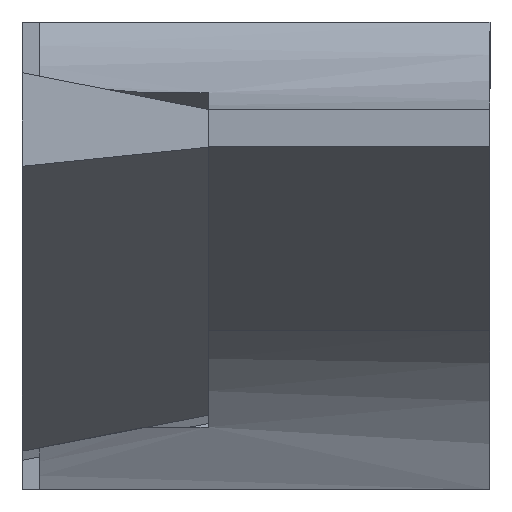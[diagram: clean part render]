
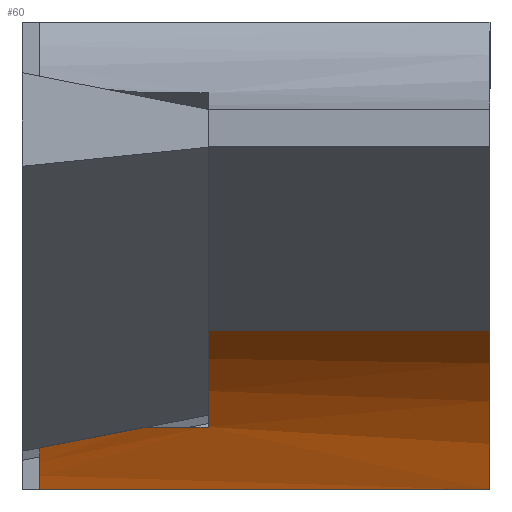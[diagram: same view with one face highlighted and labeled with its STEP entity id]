
A CAD part, left-side view. The second image highlights one B-rep face of the part: STEP entity #60.
In plain terms, the highlighted cylindrical face has radius 6 mm (diameter 12 mm), a partial arc.
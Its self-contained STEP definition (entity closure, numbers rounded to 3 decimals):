
#60 = ADVANCED_FACE ( 'NONE', ( #2524 ), #435, .F. ) ;
#128 = DIRECTION ( 'NONE',  ( 0., -1., 0. ) ) ;
#238 = VERTEX_POINT ( 'NONE', #1084 ) ;
#338 = EDGE_CURVE ( 'NONE', #991, #2406, #1559, .T. ) ;
#358 = EDGE_CURVE ( 'NONE', #2163, #831, #2079, .T. ) ;
#435 = CYLINDRICAL_SURFACE ( 'NONE', #1545, 6. ) ;
#502 = EDGE_LOOP ( 'NONE', ( #1822, #2186, #1262, #770, #723, #1330, #2332 ) ) ;
#595 = DIRECTION ( 'NONE',  ( 0., -1., 0. ) ) ;
#680 = EDGE_CURVE ( 'NONE', #774, #238, #1403, .T. ) ;
#704 = EDGE_CURVE ( 'NONE', #991, #774, #2461, .T. ) ;
#723 = ORIENTED_EDGE ( 'NONE', *, *, #338, .T. ) ;
#770 = ORIENTED_EDGE ( 'NONE', *, *, #704, .F. ) ;
#774 = VERTEX_POINT ( 'NONE', #1865 ) ;
#794 = LINE ( 'NONE', #1567, #1375 ) ;
#831 = VERTEX_POINT ( 'NONE', #1103 ) ;
#841 = AXIS2_PLACEMENT_3D ( 'NONE', #968, #2354, #1174 ) ;
#872 = DIRECTION ( 'NONE',  ( 0., 1., 0. ) ) ;
#918 = EDGE_CURVE ( 'NONE', #1504, #831, #1857, .T. ) ;
#935 = CARTESIAN_POINT ( 'NONE',  ( -93.307, -0.912, -7.157 ) ) ;
#968 = CARTESIAN_POINT ( 'NONE',  ( -98.522, -3.18, -10.128 ) ) ;
#991 = VERTEX_POINT ( 'NONE', #1100 ) ;
#1031 = VECTOR ( 'NONE', #872, 1000. ) ;
#1072 = CARTESIAN_POINT ( 'NONE',  ( -98.522, -8., -10.128 ) ) ;
#1084 = CARTESIAN_POINT ( 'NONE',  ( -92.912, -8., -8. ) ) ;
#1100 = CARTESIAN_POINT ( 'NONE',  ( -94.995, -3.18, -5.273 ) ) ;
#1103 = CARTESIAN_POINT ( 'NONE',  ( -93.242, -0.3, -7.278 ) ) ;
#1106 = AXIS2_PLACEMENT_3D ( 'NONE', #1753, #595, #1956 ) ;
#1146 = CARTESIAN_POINT ( 'NONE',  ( -92.912, -0.3, -8. ) ) ;
#1174 = DIRECTION ( 'NONE',  ( 0., 0., -1. ) ) ;
#1262 = ORIENTED_EDGE ( 'NONE', *, *, #680, .F. ) ;
#1272 = DIRECTION ( 'NONE',  ( 0., 0., 1. ) ) ;
#1330 = ORIENTED_EDGE ( 'NONE', *, *, #2545, .T. ) ;
#1370 = DIRECTION ( 'NONE',  ( 0., -1., 0. ) ) ;
#1375 = VECTOR ( 'NONE', #1370, 1000. ) ;
#1403 = CIRCLE ( 'NONE', #2260, 6. ) ;
#1481 = CARTESIAN_POINT ( 'NONE',  ( -98.522, 125.797, -10.128 ) ) ;
#1504 = VERTEX_POINT ( 'NONE', #2338 ) ;
#1545 = AXIS2_PLACEMENT_3D ( 'NONE', #1481, #128, #2490 ) ;
#1559 = CIRCLE ( 'NONE', #841, 6. ) ;
#1567 = CARTESIAN_POINT ( 'NONE',  ( -92.912, 125.797, -8. ) ) ;
#1573 = EDGE_CURVE ( 'NONE', #2163, #238, #794, .T. ) ;
#1652 = DIRECTION ( 'NONE',  ( 0., -1., 0. ) ) ;
#1660 = CARTESIAN_POINT ( 'NONE',  ( -94.995, 125.797, -5.273 ) ) ;
#1753 = CARTESIAN_POINT ( 'NONE',  ( -98.522, -0.3, -10.128 ) ) ;
#1809 = CARTESIAN_POINT ( 'NONE',  ( -93.449, -3.18, -6.924 ) ) ;
#1822 = ORIENTED_EDGE ( 'NONE', *, *, #358, .F. ) ;
#1857 =( BOUNDED_CURVE ( )  B_SPLINE_CURVE ( 3, ( #2104, #1919, #935, #2318 ),
 .UNSPECIFIED., .F., .F. ) 
 B_SPLINE_CURVE_WITH_KNOTS ( ( 4, 4 ),
 ( 0.99, 1.058 ),
 .UNSPECIFIED. ) 
 CURVE ( )  GEOMETRIC_REPRESENTATION_ITEM ( )  RATIONAL_B_SPLINE_CURVE ( ( 1., 1., 1., 1. ) ) 
 REPRESENTATION_ITEM ( '' )  );
#1865 = CARTESIAN_POINT ( 'NONE',  ( -94.995, -8., -5.273 ) ) ;
#1919 = CARTESIAN_POINT ( 'NONE',  ( -93.376, -1.512, -7.04 ) ) ;
#1932 = VECTOR ( 'NONE', #1652, 1000. ) ;
#1956 = DIRECTION ( 'NONE',  ( 0., 0., 1. ) ) ;
#2079 = CIRCLE ( 'NONE', #1106, 6. ) ;
#2104 = CARTESIAN_POINT ( 'NONE',  ( -93.449, -2.099, -6.924 ) ) ;
#2163 = VERTEX_POINT ( 'NONE', #1146 ) ;
#2186 = ORIENTED_EDGE ( 'NONE', *, *, #1573, .T. ) ;
#2252 = CARTESIAN_POINT ( 'NONE',  ( -93.449, 125.797, -6.924 ) ) ;
#2260 = AXIS2_PLACEMENT_3D ( 'NONE', #1072, #2451, #1272 ) ;
#2318 = CARTESIAN_POINT ( 'NONE',  ( -93.242, -0.3, -7.278 ) ) ;
#2332 = ORIENTED_EDGE ( 'NONE', *, *, #918, .T. ) ;
#2338 = CARTESIAN_POINT ( 'NONE',  ( -93.449, -2.099, -6.924 ) ) ;
#2354 = DIRECTION ( 'NONE',  ( 0., 1., 0. ) ) ;
#2406 = VERTEX_POINT ( 'NONE', #1809 ) ;
#2451 = DIRECTION ( 'NONE',  ( 0., 1., 0. ) ) ;
#2461 = LINE ( 'NONE', #1660, #1932 ) ;
#2490 = DIRECTION ( 'NONE',  ( 0., 0., -1. ) ) ;
#2524 = FACE_OUTER_BOUND ( 'NONE', #502, .T. ) ;
#2545 = EDGE_CURVE ( 'NONE', #2406, #1504, #2547, .T. ) ;
#2547 = LINE ( 'NONE', #2252, #1031 ) ;
